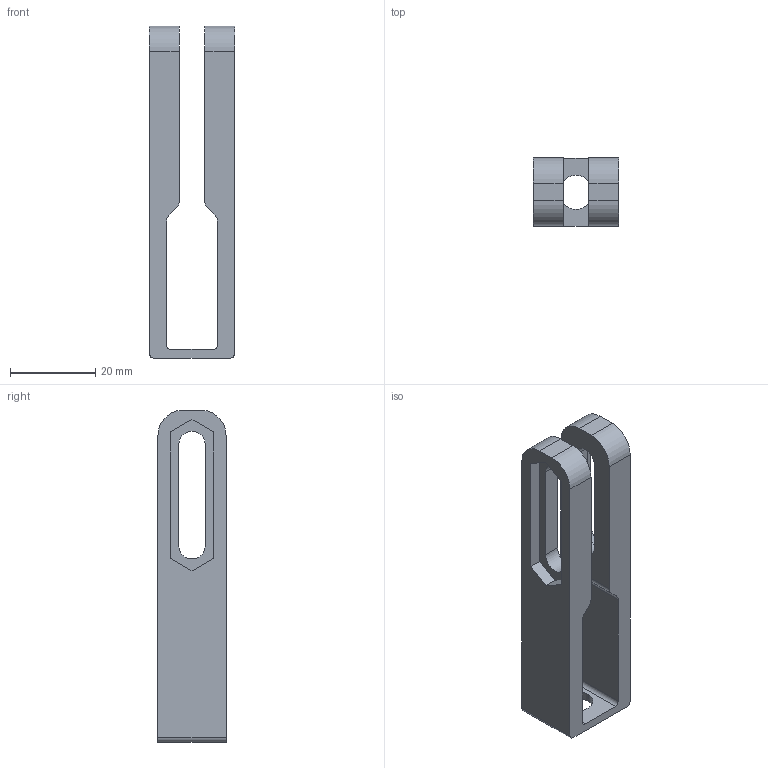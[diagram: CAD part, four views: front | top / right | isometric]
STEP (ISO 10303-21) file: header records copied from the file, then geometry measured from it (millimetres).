
FILE_DESCRIPTION (( 'STEP AP214' ), '1' );
FILE_NAME ('clutch_pedal_stop.STEP', '2019-07-22T05:08:06', ( '' ), ( '' ), 'SwSTEP 2.0', 'SolidWorks 2018', '' );
FILE_SCHEMA (( 'AUTOMOTIVE_DESIGN' ));
Length unit declared in the file: millimetre
Products named in the file (1): clutch_pedal_stop
Bounding box: 20 x 16 x 78 mm (x, y, z)
Volume: 10785 mm3; surface area: 7621.7 mm2
Topology: 1 solids, 1 shells, 51 faces, 141 edges, 94 vertices
Faces by surface type: plane 28, cylinder 23
Entity records: 1687 total; most frequent: DIRECTION 291, CARTESIAN_POINT 287, ORIENTED_EDGE 282, EDGE_CURVE 141, AXIS2_PLACEMENT_3D 98, LINE 95, VECTOR 95, VERTEX_POINT 94
